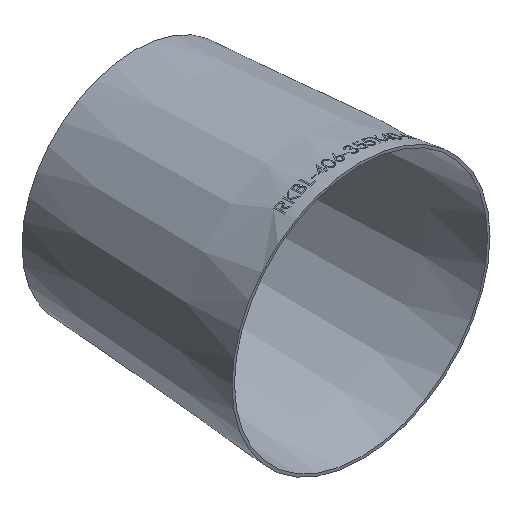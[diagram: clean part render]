
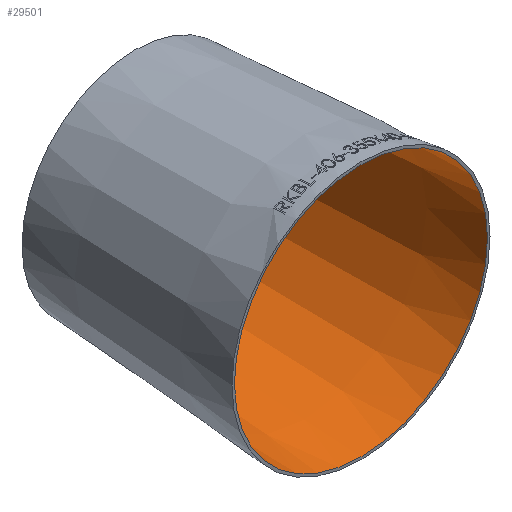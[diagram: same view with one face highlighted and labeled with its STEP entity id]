
A CAD part, isometric view. The second image highlights one B-rep face of the part: STEP entity #29501.
In plain terms, the highlighted conical face has half-angle 4.081 degrees and reference radius 199.19 mm.
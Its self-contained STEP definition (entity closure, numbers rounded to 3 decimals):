
#2622 = DIRECTION ( 'NONE',  ( 0., -1., 0. ) ) ;
#3359 = CARTESIAN_POINT ( 'NONE',  ( 0., 356., 0. ) ) ;
#5181 = EDGE_CURVE ( 'NONE', #21925, #21925, #23448, .T. ) ;
#5665 = VERTEX_POINT ( 'NONE', #13698 ) ;
#9234 = DIRECTION ( 'NONE',  ( 0., -1., 0. ) ) ;
#9912 = AXIS2_PLACEMENT_3D ( 'NONE', #20011, #2622, #14016 ) ;
#13698 = CARTESIAN_POINT ( 'NONE',  ( 0., 0., -199.19 ) ) ;
#14016 = DIRECTION ( 'NONE',  ( 0., 0., -1. ) ) ;
#14379 = DIRECTION ( 'NONE',  ( 0., 0., -1. ) ) ;
#14854 = FACE_BOUND ( 'NONE', #23710, .T. ) ;
#16103 = ORIENTED_EDGE ( 'NONE', *, *, #17385, .T. ) ;
#17385 = EDGE_CURVE ( 'NONE', #5665, #5665, #30820, .T. ) ;
#17655 = DIRECTION ( 'NONE',  ( 0., 0., -1. ) ) ;
#17870 = CONICAL_SURFACE ( 'NONE', #19073, 199.19, 0.071 ) ;
#19073 = AXIS2_PLACEMENT_3D ( 'NONE', #32082, #9234, #17655 ) ;
#19779 = ORIENTED_EDGE ( 'NONE', *, *, #5181, .F. ) ;
#20011 = CARTESIAN_POINT ( 'NONE',  ( 0., 0., 0. ) ) ;
#20564 = DIRECTION ( 'NONE',  ( 0., -1., 0. ) ) ;
#20718 = EDGE_LOOP ( 'NONE', ( #16103 ) ) ;
#21037 = FACE_OUTER_BOUND ( 'NONE', #20718, .T. ) ;
#21925 = VERTEX_POINT ( 'NONE', #28493 ) ;
#23448 = CIRCLE ( 'NONE', #33025, 173.79 ) ;
#23710 = EDGE_LOOP ( 'NONE', ( #19779 ) ) ;
#28493 = CARTESIAN_POINT ( 'NONE',  ( 0., 356., -173.79 ) ) ;
#29501 = ADVANCED_FACE ( 'NONE', ( #14854, #21037 ), #17870, .F. ) ;
#30820 = CIRCLE ( 'NONE', #9912, 199.19 ) ;
#32082 = CARTESIAN_POINT ( 'NONE',  ( 0., 0., 0. ) ) ;
#33025 = AXIS2_PLACEMENT_3D ( 'NONE', #3359, #20564, #14379 ) ;
